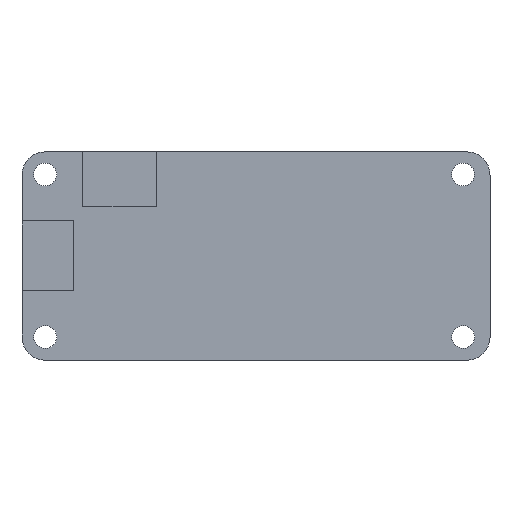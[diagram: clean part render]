
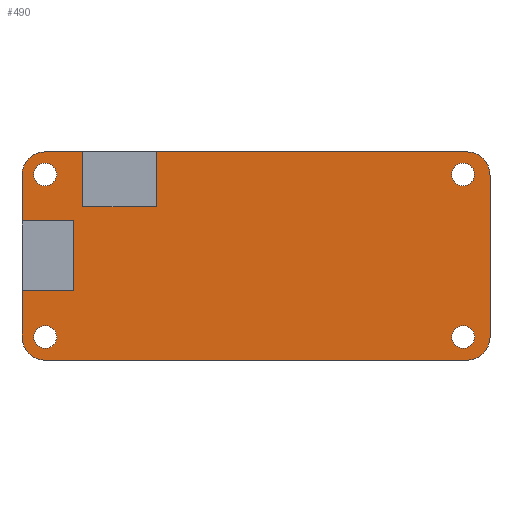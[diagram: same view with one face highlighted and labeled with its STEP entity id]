
A CAD part, top view. The second image highlights one B-rep face of the part: STEP entity #490.
In plain terms, the highlighted planar face has unit normal (0, 0, 1).
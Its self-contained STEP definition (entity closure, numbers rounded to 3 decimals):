
#23=FACE_BOUND('',#93,.T.);
#24=FACE_BOUND('',#94,.T.);
#25=FACE_BOUND('',#95,.T.);
#26=FACE_BOUND('',#96,.T.);
#32=PLANE('',#550);
#60=FACE_OUTER_BOUND('',#92,.T.);
#92=EDGE_LOOP('',(#397,#398,#399,#400,#401,#402,#403,#404));
#93=EDGE_LOOP('',(#405));
#94=EDGE_LOOP('',(#406));
#95=EDGE_LOOP('',(#407));
#96=EDGE_LOOP('',(#408));
#117=LINE('',#739,#167);
#123=LINE('',#754,#173);
#129=LINE('',#776,#179);
#130=LINE('',#778,#180);
#167=VECTOR('',#597,10.);
#173=VECTOR('',#613,10.);
#179=VECTOR('',#641,10.);
#180=VECTOR('',#644,10.);
#212=CIRCLE('',#523,2.54);
#220=CIRCLE('',#534,2.54);
#221=CIRCLE('',#536,2.54);
#222=CIRCLE('',#539,2.54);
#223=CIRCLE('',#541,1.25);
#224=CIRCLE('',#543,1.25);
#225=CIRCLE('',#545,1.25);
#226=CIRCLE('',#547,1.25);
#229=VERTEX_POINT('',#710);
#230=VERTEX_POINT('',#712);
#241=VERTEX_POINT('',#738);
#242=VERTEX_POINT('',#742);
#243=VERTEX_POINT('',#746);
#244=VERTEX_POINT('',#748);
#245=VERTEX_POINT('',#752);
#246=VERTEX_POINT('',#756);
#247=VERTEX_POINT('',#760);
#248=VERTEX_POINT('',#764);
#249=VERTEX_POINT('',#768);
#250=VERTEX_POINT('',#772);
#273=EDGE_CURVE('',#229,#230,#212,.T.);
#286=EDGE_CURVE('',#241,#230,#117,.T.);
#288=EDGE_CURVE('',#241,#242,#220,.T.);
#291=EDGE_CURVE('',#243,#244,#221,.T.);
#294=EDGE_CURVE('',#243,#245,#123,.T.);
#296=EDGE_CURVE('',#246,#245,#222,.T.);
#298=EDGE_CURVE('',#247,#247,#223,.T.);
#300=EDGE_CURVE('',#248,#248,#224,.T.);
#302=EDGE_CURVE('',#249,#249,#225,.T.);
#304=EDGE_CURVE('',#250,#250,#226,.T.);
#305=EDGE_CURVE('',#246,#242,#129,.T.);
#306=EDGE_CURVE('',#229,#244,#130,.T.);
#397=ORIENTED_EDGE('',*,*,#273,.F.);
#398=ORIENTED_EDGE('',*,*,#306,.T.);
#399=ORIENTED_EDGE('',*,*,#291,.F.);
#400=ORIENTED_EDGE('',*,*,#294,.T.);
#401=ORIENTED_EDGE('',*,*,#296,.F.);
#402=ORIENTED_EDGE('',*,*,#305,.T.);
#403=ORIENTED_EDGE('',*,*,#288,.F.);
#404=ORIENTED_EDGE('',*,*,#286,.T.);
#405=ORIENTED_EDGE('',*,*,#304,.T.);
#406=ORIENTED_EDGE('',*,*,#302,.T.);
#407=ORIENTED_EDGE('',*,*,#300,.T.);
#408=ORIENTED_EDGE('',*,*,#298,.T.);
#490=ADVANCED_FACE('',(#60,#23,#24,#25,#26),#32,.T.);
#523=AXIS2_PLACEMENT_3D('',#713,#572,#573);
#534=AXIS2_PLACEMENT_3D('',#743,#601,#602);
#536=AXIS2_PLACEMENT_3D('',#749,#607,#608);
#539=AXIS2_PLACEMENT_3D('',#758,#617,#618);
#541=AXIS2_PLACEMENT_3D('',#762,#622,#623);
#543=AXIS2_PLACEMENT_3D('',#766,#627,#628);
#545=AXIS2_PLACEMENT_3D('',#770,#632,#633);
#547=AXIS2_PLACEMENT_3D('',#774,#637,#638);
#550=AXIS2_PLACEMENT_3D('',#779,#645,#646);
#572=DIRECTION('center_axis',(0.,0.,-1.));
#573=DIRECTION('ref_axis',(0.707,0.707,0.));
#597=DIRECTION('',(0.,1.,0.));
#601=DIRECTION('center_axis',(0.,0.,-1.));
#602=DIRECTION('ref_axis',(0.707,-0.707,0.));
#607=DIRECTION('center_axis',(0.,0.,-1.));
#608=DIRECTION('ref_axis',(-0.707,0.707,0.));
#613=DIRECTION('',(0.,-1.,0.));
#617=DIRECTION('center_axis',(0.,0.,-1.));
#618=DIRECTION('ref_axis',(-0.707,-0.707,0.));
#622=DIRECTION('center_axis',(0.,0.,-1.));
#623=DIRECTION('ref_axis',(1.,0.,0.));
#627=DIRECTION('center_axis',(0.,0.,-1.));
#628=DIRECTION('ref_axis',(1.,0.,0.));
#632=DIRECTION('center_axis',(0.,0.,-1.));
#633=DIRECTION('ref_axis',(1.,0.,0.));
#637=DIRECTION('center_axis',(0.,0.,-1.));
#638=DIRECTION('ref_axis',(1.,0.,0.));
#641=DIRECTION('',(1.,0.,0.));
#644=DIRECTION('',(-1.,0.,0.));
#645=DIRECTION('center_axis',(0.,0.,1.));
#646=DIRECTION('ref_axis',(1.,0.,0.));
#710=CARTESIAN_POINT('',(48.66,22.8,0.));
#712=CARTESIAN_POINT('',(51.2,20.26,0.));
#713=CARTESIAN_POINT('Origin',(48.66,20.26,0.));
#738=CARTESIAN_POINT('',(51.2,2.54,0.));
#739=CARTESIAN_POINT('',(51.2,0.,0.));
#742=CARTESIAN_POINT('',(48.66,0.,0.));
#743=CARTESIAN_POINT('Origin',(48.66,2.54,0.));
#746=CARTESIAN_POINT('',(0.,20.26,0.));
#748=CARTESIAN_POINT('',(2.54,22.8,0.));
#749=CARTESIAN_POINT('Origin',(2.54,20.26,0.));
#752=CARTESIAN_POINT('',(0.,2.54,0.));
#754=CARTESIAN_POINT('',(0.,22.8,0.));
#756=CARTESIAN_POINT('',(2.54,0.,0.));
#758=CARTESIAN_POINT('Origin',(2.54,2.54,0.));
#760=CARTESIAN_POINT('',(1.29,20.32,0.));
#762=CARTESIAN_POINT('Origin',(2.54,20.32,0.));
#764=CARTESIAN_POINT('',(47.01,2.54,0.));
#766=CARTESIAN_POINT('Origin',(48.26,2.54,0.));
#768=CARTESIAN_POINT('',(47.01,20.32,0.));
#770=CARTESIAN_POINT('Origin',(48.26,20.32,0.));
#772=CARTESIAN_POINT('',(1.29,2.54,0.));
#774=CARTESIAN_POINT('Origin',(2.54,2.54,0.));
#776=CARTESIAN_POINT('',(0.,0.,0.));
#778=CARTESIAN_POINT('',(51.2,22.8,0.));
#779=CARTESIAN_POINT('Origin',(25.6,11.4,0.));
